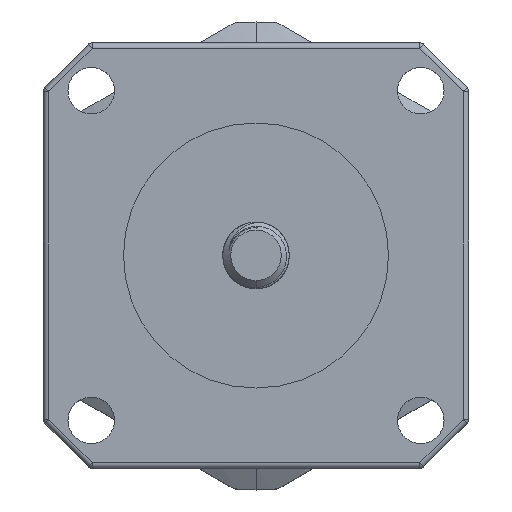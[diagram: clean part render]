
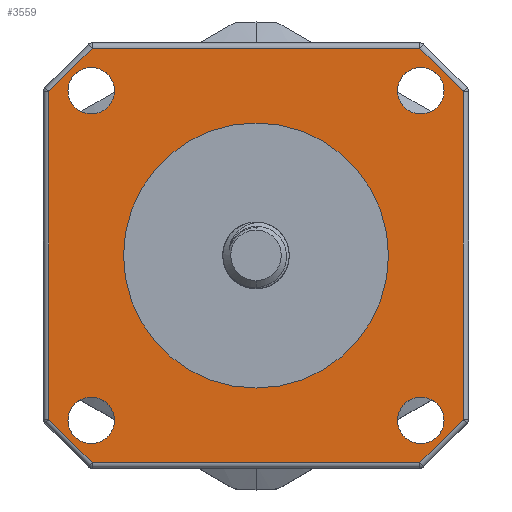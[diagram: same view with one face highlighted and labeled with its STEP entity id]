
A CAD part, top view. The second image highlights one B-rep face of the part: STEP entity #3559.
In plain terms, the highlighted planar face has unit normal (0, 0, 1).
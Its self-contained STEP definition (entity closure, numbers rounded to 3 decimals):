
#91=CARTESIAN_POINT('',(-12.4,12.4,5.));
#92=DIRECTION('',(0.,0.,-1.));
#93=DIRECTION('',(1.,0.,0.));
#94=AXIS2_PLACEMENT_3D('',#91,#92,#93);
#96=CARTESIAN_POINT('',(-12.4,12.4,5.));
#97=DIRECTION('',(0.,0.,-1.));
#98=DIRECTION('',(-1.,0.,0.));
#99=AXIS2_PLACEMENT_3D('',#96,#97,#98);
#101=CARTESIAN_POINT('',(12.4,12.4,5.));
#102=DIRECTION('',(0.,0.,-1.));
#103=DIRECTION('',(1.,0.,0.));
#104=AXIS2_PLACEMENT_3D('',#101,#102,#103);
#106=CARTESIAN_POINT('',(12.4,12.4,5.));
#107=DIRECTION('',(0.,0.,-1.));
#108=DIRECTION('',(-1.,0.,0.));
#109=AXIS2_PLACEMENT_3D('',#106,#107,#108);
#111=CARTESIAN_POINT('',(12.4,-12.4,5.));
#112=DIRECTION('',(0.,0.,-1.));
#113=DIRECTION('',(1.,0.,0.));
#114=AXIS2_PLACEMENT_3D('',#111,#112,#113);
#116=CARTESIAN_POINT('',(12.4,-12.4,5.));
#117=DIRECTION('',(0.,0.,-1.));
#118=DIRECTION('',(-1.,0.,0.));
#119=AXIS2_PLACEMENT_3D('',#116,#117,#118);
#121=CARTESIAN_POINT('',(-12.4,-12.4,5.));
#122=DIRECTION('',(0.,0.,-1.));
#123=DIRECTION('',(1.,0.,0.));
#124=AXIS2_PLACEMENT_3D('',#121,#122,#123);
#126=CARTESIAN_POINT('',(-12.4,-12.4,5.));
#127=DIRECTION('',(0.,0.,-1.));
#128=DIRECTION('',(-1.,0.,0.));
#129=AXIS2_PLACEMENT_3D('',#126,#127,#128);
#131=CARTESIAN_POINT('',(0.,0.,5.));
#132=DIRECTION('',(0.,0.,1.));
#133=DIRECTION('',(0.,-1.,0.));
#134=AXIS2_PLACEMENT_3D('',#131,#132,#133);
#136=CARTESIAN_POINT('',(0.,0.,5.));
#137=DIRECTION('',(0.,0.,1.));
#138=DIRECTION('',(0.,1.,0.));
#139=AXIS2_PLACEMENT_3D('',#136,#137,#138);
#141=DIRECTION('',(-0.707,-0.707,0.));
#142=VECTOR('',#141,4.618);
#143=CARTESIAN_POINT('',(-12.334,15.6,5.));
#144=LINE('',#143,#142);
#145=DIRECTION('',(-1.,0.,0.));
#146=VECTOR('',#145,24.669);
#147=CARTESIAN_POINT('',(12.334,15.6,5.));
#148=LINE('',#147,#146);
#149=DIRECTION('',(-0.707,0.707,0.));
#150=VECTOR('',#149,4.618);
#151=CARTESIAN_POINT('',(15.6,12.334,5.));
#152=LINE('',#151,#150);
#153=DIRECTION('',(0.,1.,0.));
#154=VECTOR('',#153,24.669);
#155=CARTESIAN_POINT('',(15.6,-12.334,5.));
#156=LINE('',#155,#154);
#157=DIRECTION('',(0.707,0.707,0.));
#158=VECTOR('',#157,4.618);
#159=CARTESIAN_POINT('',(12.334,-15.6,5.));
#160=LINE('',#159,#158);
#161=DIRECTION('',(1.,0.,0.));
#162=VECTOR('',#161,24.669);
#163=CARTESIAN_POINT('',(-12.334,-15.6,5.));
#164=LINE('',#163,#162);
#165=DIRECTION('',(0.707,-0.707,0.));
#166=VECTOR('',#165,4.618);
#167=CARTESIAN_POINT('',(-15.6,-12.334,5.));
#168=LINE('',#167,#166);
#169=DIRECTION('',(0.,-1.,0.));
#170=VECTOR('',#169,24.669);
#171=CARTESIAN_POINT('',(-15.6,12.334,5.));
#172=LINE('',#171,#170);
#3087=CARTESIAN_POINT('',(-10.65,12.4,5.));
#3088=CARTESIAN_POINT('',(-14.15,12.4,5.));
#3089=VERTEX_POINT('',#3087);
#3090=VERTEX_POINT('',#3088);
#3091=CARTESIAN_POINT('',(14.15,12.4,5.));
#3092=CARTESIAN_POINT('',(10.65,12.4,5.));
#3093=VERTEX_POINT('',#3091);
#3094=VERTEX_POINT('',#3092);
#3095=CARTESIAN_POINT('',(14.15,-12.4,5.));
#3096=CARTESIAN_POINT('',(10.65,-12.4,5.));
#3097=VERTEX_POINT('',#3095);
#3098=VERTEX_POINT('',#3096);
#3099=CARTESIAN_POINT('',(-10.65,-12.4,5.));
#3100=CARTESIAN_POINT('',(-14.15,-12.4,5.));
#3101=VERTEX_POINT('',#3099);
#3102=VERTEX_POINT('',#3100);
#3145=CARTESIAN_POINT('',(0.,-9.97,5.));
#3146=CARTESIAN_POINT('',(0.,9.97,5.));
#3147=VERTEX_POINT('',#3145);
#3148=VERTEX_POINT('',#3146);
#3272=CARTESIAN_POINT('',(-12.334,15.6,5.));
#3273=CARTESIAN_POINT('',(-15.6,12.334,5.));
#3274=VERTEX_POINT('',#3272);
#3275=VERTEX_POINT('',#3273);
#3280=CARTESIAN_POINT('',(-15.6,-12.334,5.));
#3281=VERTEX_POINT('',#3280);
#3286=CARTESIAN_POINT('',(-12.334,-15.6,5.));
#3287=VERTEX_POINT('',#3286);
#3292=CARTESIAN_POINT('',(12.334,-15.6,5.));
#3293=VERTEX_POINT('',#3292);
#3298=CARTESIAN_POINT('',(15.6,-12.334,5.));
#3299=VERTEX_POINT('',#3298);
#3304=CARTESIAN_POINT('',(15.6,12.334,5.));
#3305=VERTEX_POINT('',#3304);
#3310=CARTESIAN_POINT('',(12.334,15.6,5.));
#3311=VERTEX_POINT('',#3310);
#3508=CARTESIAN_POINT('',(0.,0.,5.));
#3509=DIRECTION('',(0.,0.,1.));
#3510=DIRECTION('',(1.,0.,0.));
#3511=AXIS2_PLACEMENT_3D('',#3508,#3509,#3510);
#3512=PLANE('',#3511);
#3514=ORIENTED_EDGE('',*,*,#3513,.F.);
#3516=ORIENTED_EDGE('',*,*,#3515,.F.);
#3518=ORIENTED_EDGE('',*,*,#3517,.F.);
#3520=ORIENTED_EDGE('',*,*,#3519,.F.);
#3522=ORIENTED_EDGE('',*,*,#3521,.F.);
#3524=ORIENTED_EDGE('',*,*,#3523,.F.);
#3526=ORIENTED_EDGE('',*,*,#3525,.F.);
#3528=ORIENTED_EDGE('',*,*,#3527,.F.);
#3529=EDGE_LOOP('',(#3514,#3516,#3518,#3520,#3522,#3524,#3526,#3528));
#3530=FACE_OUTER_BOUND('',#3529,.F.);
#3532=ORIENTED_EDGE('',*,*,#3531,.F.);
#3534=ORIENTED_EDGE('',*,*,#3533,.F.);
#3535=EDGE_LOOP('',(#3532,#3534));
#3536=FACE_BOUND('',#3535,.F.);
#3538=ORIENTED_EDGE('',*,*,#3537,.F.);
#3540=ORIENTED_EDGE('',*,*,#3539,.F.);
#3541=EDGE_LOOP('',(#3538,#3540));
#3542=FACE_BOUND('',#3541,.F.);
#3544=ORIENTED_EDGE('',*,*,#3543,.F.);
#3546=ORIENTED_EDGE('',*,*,#3545,.F.);
#3547=EDGE_LOOP('',(#3544,#3546));
#3548=FACE_BOUND('',#3547,.F.);
#3550=ORIENTED_EDGE('',*,*,#3549,.T.);
#3552=ORIENTED_EDGE('',*,*,#3551,.T.);
#3553=EDGE_LOOP('',(#3550,#3552));
#3554=FACE_BOUND('',#3553,.F.);
#3555=ORIENTED_EDGE('',*,*,#3488,.F.);
#3556=ORIENTED_EDGE('',*,*,#3502,.F.);
#3557=EDGE_LOOP('',(#3555,#3556));
#3558=FACE_BOUND('',#3557,.F.);
#95=CIRCLE('',#94,1.75);
#100=CIRCLE('',#99,1.75);
#105=CIRCLE('',#104,1.75);
#110=CIRCLE('',#109,1.75);
#115=CIRCLE('',#114,1.75);
#120=CIRCLE('',#119,1.75);
#125=CIRCLE('',#124,1.75);
#130=CIRCLE('',#129,1.75);
#135=CIRCLE('',#134,9.97);
#140=CIRCLE('',#139,9.97);
#3488=EDGE_CURVE('',#3089,#3090,#95,.T.);
#3502=EDGE_CURVE('',#3090,#3089,#100,.T.);
#3513=EDGE_CURVE('',#3274,#3275,#144,.T.);
#3515=EDGE_CURVE('',#3311,#3274,#148,.T.);
#3517=EDGE_CURVE('',#3305,#3311,#152,.T.);
#3519=EDGE_CURVE('',#3299,#3305,#156,.T.);
#3521=EDGE_CURVE('',#3293,#3299,#160,.T.);
#3523=EDGE_CURVE('',#3287,#3293,#164,.T.);
#3525=EDGE_CURVE('',#3281,#3287,#168,.T.);
#3527=EDGE_CURVE('',#3275,#3281,#172,.T.);
#3531=EDGE_CURVE('',#3093,#3094,#105,.T.);
#3533=EDGE_CURVE('',#3094,#3093,#110,.T.);
#3537=EDGE_CURVE('',#3097,#3098,#115,.T.);
#3539=EDGE_CURVE('',#3098,#3097,#120,.T.);
#3543=EDGE_CURVE('',#3101,#3102,#125,.T.);
#3545=EDGE_CURVE('',#3102,#3101,#130,.T.);
#3549=EDGE_CURVE('',#3147,#3148,#135,.T.);
#3551=EDGE_CURVE('',#3148,#3147,#140,.T.);
#3559=ADVANCED_FACE('',(#3530,#3536,#3542,#3548,#3554,#3558),#3512,.T.);
